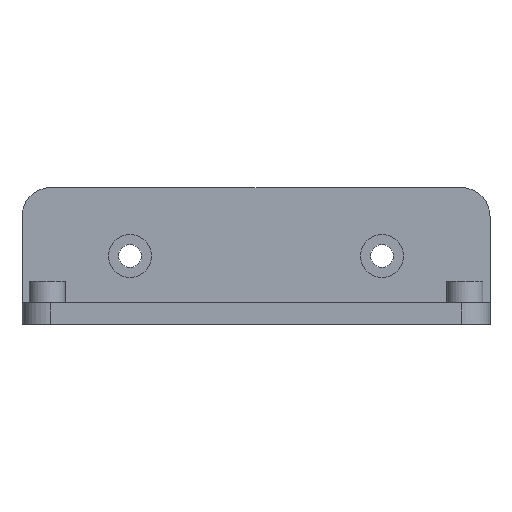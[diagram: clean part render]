
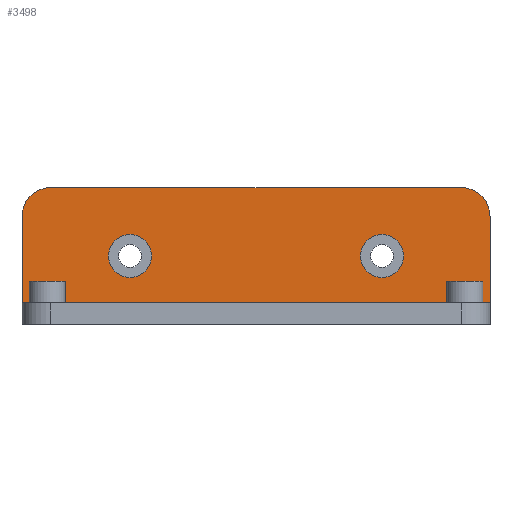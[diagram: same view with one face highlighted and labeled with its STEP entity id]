
A CAD part, front view. The second image highlights one B-rep face of the part: STEP entity #3498.
In plain terms, the highlighted face is planar.
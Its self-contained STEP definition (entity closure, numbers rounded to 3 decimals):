
#37=FACE_BOUND('',#507,.T.);
#38=FACE_BOUND('',#508,.T.);
#60=PLANE('',#3757);
#121=CIRCLE('',#3723,3.);
#124=CIRCLE('',#3728,3.);
#130=CIRCLE('',#3738,4.);
#132=CIRCLE('',#3743,4.);
#294=FACE_OUTER_BOUND('',#506,.T.);
#506=EDGE_LOOP('',(#2863,#2864,#2865,#2866,#2867,#2868));
#507=EDGE_LOOP('',(#2869));
#508=EDGE_LOOP('',(#2870));
#987=LINE('',#9330,#1165);
#1002=LINE('',#12503,#1180);
#1003=LINE('',#12505,#1181);
#1004=LINE('',#12506,#1182);
#1165=VECTOR('',#4277,10.);
#1180=VECTOR('',#4324,10.);
#1181=VECTOR('',#4325,10.);
#1182=VECTOR('',#4326,10.);
#1461=VERTEX_POINT('',#9284);
#1464=VERTEX_POINT('',#9293);
#1471=VERTEX_POINT('',#9313);
#1472=VERTEX_POINT('',#9315);
#1477=VERTEX_POINT('',#9329);
#1478=VERTEX_POINT('',#9333);
#1491=VERTEX_POINT('',#12502);
#1492=VERTEX_POINT('',#12504);
#1909=EDGE_CURVE('',#1461,#1461,#121,.T.);
#1913=EDGE_CURVE('',#1464,#1464,#124,.T.);
#1923=EDGE_CURVE('',#1471,#1472,#130,.T.);
#1930=EDGE_CURVE('',#1477,#1472,#987,.T.);
#1932=EDGE_CURVE('',#1477,#1478,#132,.T.);
#1978=EDGE_CURVE('',#1491,#1471,#1002,.T.);
#1979=EDGE_CURVE('',#1492,#1491,#1003,.T.);
#1980=EDGE_CURVE('',#1478,#1492,#1004,.T.);
#2863=ORIENTED_EDGE('',*,*,#1923,.F.);
#2864=ORIENTED_EDGE('',*,*,#1978,.F.);
#2865=ORIENTED_EDGE('',*,*,#1979,.F.);
#2866=ORIENTED_EDGE('',*,*,#1980,.F.);
#2867=ORIENTED_EDGE('',*,*,#1932,.F.);
#2868=ORIENTED_EDGE('',*,*,#1930,.T.);
#2869=ORIENTED_EDGE('',*,*,#1909,.T.);
#2870=ORIENTED_EDGE('',*,*,#1913,.T.);
#3498=ADVANCED_FACE('',(#294,#37,#38),#60,.T.);
#3723=AXIS2_PLACEMENT_3D('',#9285,#4229,#4230);
#3728=AXIS2_PLACEMENT_3D('',#9294,#4240,#4241);
#3738=AXIS2_PLACEMENT_3D('',#9316,#4264,#4265);
#3743=AXIS2_PLACEMENT_3D('',#9334,#4281,#4282);
#3757=AXIS2_PLACEMENT_3D('',#12501,#4322,#4323);
#4229=DIRECTION('center_axis',(0.,0.,-1.));
#4230=DIRECTION('ref_axis',(-1.,0.,0.));
#4240=DIRECTION('center_axis',(0.,0.,-1.));
#4241=DIRECTION('ref_axis',(-1.,0.,0.));
#4264=DIRECTION('center_axis',(0.,0.,-1.));
#4265=DIRECTION('ref_axis',(-0.707,0.707,0.));
#4277=DIRECTION('',(-1.,0.,0.));
#4281=DIRECTION('center_axis',(0.,0.,-1.));
#4282=DIRECTION('ref_axis',(0.707,0.707,0.));
#4322=DIRECTION('center_axis',(0.,0.,1.));
#4323=DIRECTION('ref_axis',(0.,1.,0.));
#4324=DIRECTION('',(0.,1.,0.));
#4325=DIRECTION('',(-1.,0.,0.));
#4326=DIRECTION('',(0.,-1.,0.));
#9284=CARTESIAN_POINT('',(20.5,6.5,-17.));
#9285=CARTESIAN_POINT('Origin',(17.5,6.5,-17.));
#9293=CARTESIAN_POINT('',(-14.5,6.5,-17.));
#9294=CARTESIAN_POINT('Origin',(-17.5,6.5,-17.));
#9313=CARTESIAN_POINT('',(-32.5,12.,-17.));
#9315=CARTESIAN_POINT('',(-28.5,16.,-17.));
#9316=CARTESIAN_POINT('Origin',(-28.5,12.,-17.));
#9329=CARTESIAN_POINT('',(28.5,16.,-17.));
#9330=CARTESIAN_POINT('',(32.5,16.,-17.));
#9333=CARTESIAN_POINT('',(32.5,12.,-17.));
#9334=CARTESIAN_POINT('Origin',(28.5,12.,-17.));
#12501=CARTESIAN_POINT('Origin',(32.5,0.,-17.));
#12502=CARTESIAN_POINT('',(-32.5,0.,-17.));
#12503=CARTESIAN_POINT('',(-32.5,16.,-17.));
#12504=CARTESIAN_POINT('',(32.5,0.,-17.));
#12505=CARTESIAN_POINT('',(16.25,0.,-17.));
#12506=CARTESIAN_POINT('',(32.5,16.,-17.));
